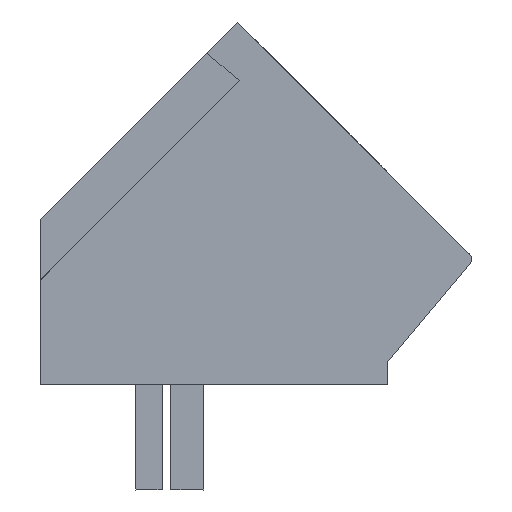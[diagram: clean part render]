
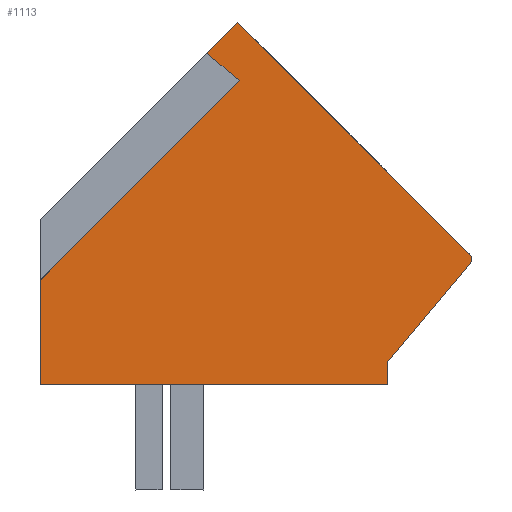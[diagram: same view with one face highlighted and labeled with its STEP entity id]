
A CAD part, left-side view. The second image highlights one B-rep face of the part: STEP entity #1113.
In plain terms, the highlighted planar face has unit normal (-1, 0, 0).
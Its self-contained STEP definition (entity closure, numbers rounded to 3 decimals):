
#1069=AXIS2_PLACEMENT_3D('Plane Axis2P3D',#1066,#1067,#1068) ;
#1099=AXIS2_PLACEMENT_3D('Circle Axis2P3D',#1097,#1098,$) ;
#172=CARTESIAN_POINT('Vertex',(0.,8.05,13.259)) ;
#175=CARTESIAN_POINT('Line Origine',(0.,7.58,13.73)) ;
#179=CARTESIAN_POINT('Vertex',(0.,7.11,14.2)) ;
#293=CARTESIAN_POINT('Line Origine',(0.,7.823,3.2)) ;
#297=CARTESIAN_POINT('Vertex',(0.,13.1,3.2)) ;
#299=CARTESIAN_POINT('Vertex',(0.,2.546,3.2)) ;
#864=CARTESIAN_POINT('Vertex',(0.,13.1,6.371)) ;
#867=CARTESIAN_POINT('Line Origine',(0.,10.075,9.396)) ;
#871=CARTESIAN_POINT('Vertex',(0.,7.051,12.421)) ;
#898=CARTESIAN_POINT('Line Origine',(0.,7.551,12.84)) ;
#1066=CARTESIAN_POINT('Axis2P3D Location',(0.,13.1,0.)) ;
#1071=CARTESIAN_POINT('Line Origine',(0.,3.584,10.674)) ;
#1075=CARTESIAN_POINT('Vertex',(0.,0.059,7.149)) ;
#1078=CARTESIAN_POINT('Line Origine',(0.,13.1,4.786)) ;
#1083=CARTESIAN_POINT('Line Origine',(0.,2.546,3.55)) ;
#1087=CARTESIAN_POINT('Vertex',(0.,2.546,3.9)) ;
#1090=CARTESIAN_POINT('Line Origine',(0.,1.297,5.389)) ;
#1094=CARTESIAN_POINT('Vertex',(0.,0.047,6.879)) ;
#1097=CARTESIAN_POINT('Axis2P3D Location',(0.,0.2,7.007)) ;
#176=DIRECTION('Vector Direction',(0.,0.707,-0.707)) ;
#294=DIRECTION('Vector Direction',(0.,-1.,0.)) ;
#868=DIRECTION('Vector Direction',(0.,0.707,-0.707)) ;
#899=DIRECTION('Vector Direction',(0.,-0.766,-0.643)) ;
#1067=DIRECTION('Axis2P3D Direction',(-1.,0.,0.)) ;
#1068=DIRECTION('Axis2P3D XDirection',(0.,-1.,0.)) ;
#1072=DIRECTION('Vector Direction',(0.,0.707,0.707)) ;
#1079=DIRECTION('Vector Direction',(0.,0.,-1.)) ;
#1084=DIRECTION('Vector Direction',(0.,0.,1.)) ;
#1091=DIRECTION('Vector Direction',(0.,-0.643,0.766)) ;
#1098=DIRECTION('Axis2P3D Direction',(-1.,0.,0.)) ;
#177=VECTOR('Line Direction',#176,1.) ;
#295=VECTOR('Line Direction',#294,1.) ;
#869=VECTOR('Line Direction',#868,1.) ;
#900=VECTOR('Line Direction',#899,1.) ;
#1073=VECTOR('Line Direction',#1072,1.) ;
#1080=VECTOR('Line Direction',#1079,1.) ;
#1085=VECTOR('Line Direction',#1084,1.) ;
#1092=VECTOR('Line Direction',#1091,1.) ;
#1103=ORIENTED_EDGE('',*,*,#1077,.T.) ;
#1104=ORIENTED_EDGE('',*,*,#181,.T.) ;
#1105=ORIENTED_EDGE('',*,*,#902,.T.) ;
#1106=ORIENTED_EDGE('',*,*,#873,.T.) ;
#1107=ORIENTED_EDGE('',*,*,#1082,.T.) ;
#1108=ORIENTED_EDGE('',*,*,#301,.T.) ;
#1109=ORIENTED_EDGE('',*,*,#1089,.T.) ;
#1110=ORIENTED_EDGE('',*,*,#1096,.T.) ;
#1111=ORIENTED_EDGE('',*,*,#1101,.F.) ;
#1113=ADVANCED_FACE('HOUSING',(#1112),#1070,.T.) ;
#1100=CIRCLE('generated circle',#1099,0.2) ;
#181=EDGE_CURVE('',#180,#173,#178,.T.) ;
#301=EDGE_CURVE('',#298,#300,#296,.T.) ;
#873=EDGE_CURVE('',#872,#865,#870,.T.) ;
#902=EDGE_CURVE('',#173,#872,#901,.T.) ;
#1077=EDGE_CURVE('',#1076,#180,#1074,.T.) ;
#1082=EDGE_CURVE('',#865,#298,#1081,.T.) ;
#1089=EDGE_CURVE('',#300,#1088,#1086,.T.) ;
#1096=EDGE_CURVE('',#1088,#1095,#1093,.T.) ;
#1101=EDGE_CURVE('',#1076,#1095,#1100,.F.) ;
#1102=EDGE_LOOP('',(#1103,#1104,#1105,#1106,#1107,#1108,#1109,#1110,#1111)) ;
#1112=FACE_OUTER_BOUND('',#1102,.T.) ;
#178=LINE('Line',#175,#177) ;
#296=LINE('Line',#293,#295) ;
#870=LINE('Line',#867,#869) ;
#901=LINE('Line',#898,#900) ;
#1074=LINE('Line',#1071,#1073) ;
#1081=LINE('Line',#1078,#1080) ;
#1086=LINE('Line',#1083,#1085) ;
#1093=LINE('Line',#1090,#1092) ;
#1070=PLANE('',#1069) ;
#173=VERTEX_POINT('',#172) ;
#180=VERTEX_POINT('',#179) ;
#298=VERTEX_POINT('',#297) ;
#300=VERTEX_POINT('',#299) ;
#865=VERTEX_POINT('',#864) ;
#872=VERTEX_POINT('',#871) ;
#1076=VERTEX_POINT('',#1075) ;
#1088=VERTEX_POINT('',#1087) ;
#1095=VERTEX_POINT('',#1094) ;
